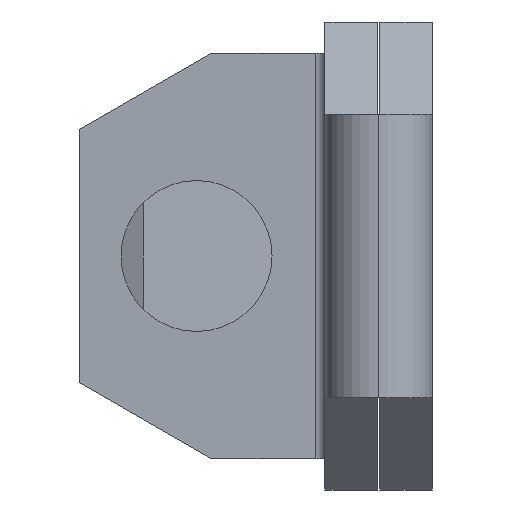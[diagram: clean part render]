
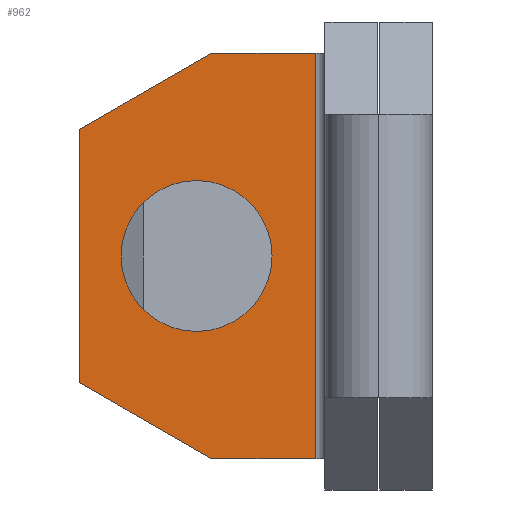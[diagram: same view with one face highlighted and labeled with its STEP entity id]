
A CAD part, left-side view. The second image highlights one B-rep face of the part: STEP entity #962.
In plain terms, the highlighted planar face has unit normal (-1, 0, 0).
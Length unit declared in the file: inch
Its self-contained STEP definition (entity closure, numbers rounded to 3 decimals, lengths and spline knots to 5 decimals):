
#9 = PLANE ( 'NONE',  #1297 ) ;
#24 = DIRECTION ( 'NONE',  ( 0., 1., 0. ) ) ;
#42 = CIRCLE ( 'NONE', #3625, 0.04 ) ;
#88 = EDGE_CURVE ( 'NONE', #2259, #1755, #3009, .T. ) ;
#128 = CARTESIAN_POINT ( 'NONE',  ( 0.7065, 0.1585, -0.06709 ) ) ;
#169 = ORIENTED_EDGE ( 'NONE', *, *, #728, .T. ) ;
#190 = VERTEX_POINT ( 'NONE', #2218 ) ;
#238 = DIRECTION ( 'NONE',  ( 1., 0., 0. ) ) ;
#493 = VECTOR ( 'NONE', #2752, 39.37008 ) ;
#617 = VECTOR ( 'NONE', #779, 39.37008 ) ;
#633 = CARTESIAN_POINT ( 'NONE',  ( 0.7065, 0.0565, 0. ) ) ;
#666 = CARTESIAN_POINT ( 'NONE',  ( 0.7065, 0.1585, 0.06709 ) ) ;
#728 = EDGE_CURVE ( 'NONE', #1836, #1140, #2729, .T. ) ;
#742 = EDGE_LOOP ( 'NONE', ( #2281, #3040 ) ) ;
#769 = ORIENTED_EDGE ( 'NONE', *, *, #1953, .T. ) ;
#779 = DIRECTION ( 'NONE',  ( 0., -1., 0. ) ) ;
#866 = ORIENTED_EDGE ( 'NONE', *, *, #1024, .F. ) ;
#893 = CARTESIAN_POINT ( 'NONE',  ( 0.7065, 0.1585, 0.155 ) ) ;
#905 = EDGE_LOOP ( 'NONE', ( #3422, #1126, #3700, #866, #769, #169 ) ) ;
#962 = ADVANCED_FACE ( 'NONE', ( #2683, #3432 ), #9, .F. ) ;
#998 = LINE ( 'NONE', #2943, #1666 ) ;
#1024 = EDGE_CURVE ( 'NONE', #3011, #3109, #1711, .T. ) ;
#1126 = ORIENTED_EDGE ( 'NONE', *, *, #88, .T. ) ;
#1140 = VERTEX_POINT ( 'NONE', #666 ) ;
#1182 = DIRECTION ( 'NONE',  ( 0., 0., -1. ) ) ;
#1197 = CARTESIAN_POINT ( 'NONE',  ( 0.7065, 0.0965, 0. ) ) ;
#1297 = AXIS2_PLACEMENT_3D ( 'NONE', #893, #2921, #1182 ) ;
#1298 = CARTESIAN_POINT ( 'NONE',  ( 0.7065, 0.0885, 0.1075 ) ) ;
#1366 = VECTOR ( 'NONE', #1629, 39.37008 ) ;
#1473 = CARTESIAN_POINT ( 'NONE',  ( 0.7065, 0.0885, -0.1075 ) ) ;
#1492 = DIRECTION ( 'NONE',  ( 0., 1., 0. ) ) ;
#1625 = VECTOR ( 'NONE', #2103, 39.37008 ) ;
#1629 = DIRECTION ( 'NONE',  ( 0., 0., -1. ) ) ;
#1666 = VECTOR ( 'NONE', #24, 39.37008 ) ;
#1696 = CARTESIAN_POINT ( 'NONE',  ( 0.7065, 0.0335, -0.1075 ) ) ;
#1711 = LINE ( 'NONE', #1798, #1625 ) ;
#1755 = VERTEX_POINT ( 'NONE', #2995 ) ;
#1766 = CIRCLE ( 'NONE', #2838, 0.04 ) ;
#1798 = CARTESIAN_POINT ( 'NONE',  ( 0.7065, 0.0335, 0.155 ) ) ;
#1836 = VERTEX_POINT ( 'NONE', #1878 ) ;
#1878 = CARTESIAN_POINT ( 'NONE',  ( 0.7065, 0.0885, 0.1075 ) ) ;
#1950 = EDGE_CURVE ( 'NONE', #2691, #190, #1766, .T. ) ;
#1953 = EDGE_CURVE ( 'NONE', #3011, #1836, #998, .T. ) ;
#1979 = CARTESIAN_POINT ( 'NONE',  ( 0.7065, 0.0965, 0. ) ) ;
#2053 = EDGE_CURVE ( 'NONE', #190, #2691, #42, .T. ) ;
#2103 = DIRECTION ( 'NONE',  ( 0., 0., -1. ) ) ;
#2147 = VECTOR ( 'NONE', #2624, 39.37008 ) ;
#2218 = CARTESIAN_POINT ( 'NONE',  ( 0.7065, 0.1365, 0. ) ) ;
#2259 = VERTEX_POINT ( 'NONE', #128 ) ;
#2280 = DIRECTION ( 'NONE',  ( 0., 1., 0. ) ) ;
#2281 = ORIENTED_EDGE ( 'NONE', *, *, #2053, .T. ) ;
#2498 = CARTESIAN_POINT ( 'NONE',  ( 0.7065, 0.1585, 0.155 ) ) ;
#2520 = CARTESIAN_POINT ( 'NONE',  ( 0.7065, 0.1585, -0.1075 ) ) ;
#2624 = DIRECTION ( 'NONE',  ( 0., -0.866, -0.5 ) ) ;
#2683 = FACE_BOUND ( 'NONE', #742, .T. ) ;
#2691 = VERTEX_POINT ( 'NONE', #633 ) ;
#2729 = LINE ( 'NONE', #1298, #493 ) ;
#2752 = DIRECTION ( 'NONE',  ( 0., 0.866, -0.5 ) ) ;
#2788 = CARTESIAN_POINT ( 'NONE',  ( 0.7065, 0.0335, 0.1075 ) ) ;
#2838 = AXIS2_PLACEMENT_3D ( 'NONE', #1197, #3233, #1492 ) ;
#2921 = DIRECTION ( 'NONE',  ( 1., 0., 0. ) ) ;
#2943 = CARTESIAN_POINT ( 'NONE',  ( 0.7065, 0.1585, 0.1075 ) ) ;
#2989 = EDGE_CURVE ( 'NONE', #1140, #2259, #3037, .T. ) ;
#2995 = CARTESIAN_POINT ( 'NONE',  ( 0.7065, 0.0885, -0.1075 ) ) ;
#3009 = LINE ( 'NONE', #1473, #2147 ) ;
#3011 = VERTEX_POINT ( 'NONE', #2788 ) ;
#3018 = EDGE_CURVE ( 'NONE', #1755, #3109, #3526, .T. ) ;
#3037 = LINE ( 'NONE', #2498, #1366 ) ;
#3040 = ORIENTED_EDGE ( 'NONE', *, *, #1950, .T. ) ;
#3109 = VERTEX_POINT ( 'NONE', #1696 ) ;
#3233 = DIRECTION ( 'NONE',  ( 1., 0., 0. ) ) ;
#3422 = ORIENTED_EDGE ( 'NONE', *, *, #2989, .T. ) ;
#3432 = FACE_OUTER_BOUND ( 'NONE', #905, .T. ) ;
#3526 = LINE ( 'NONE', #2520, #617 ) ;
#3625 = AXIS2_PLACEMENT_3D ( 'NONE', #1979, #238, #2280 ) ;
#3700 = ORIENTED_EDGE ( 'NONE', *, *, #3018, .T. ) ;
